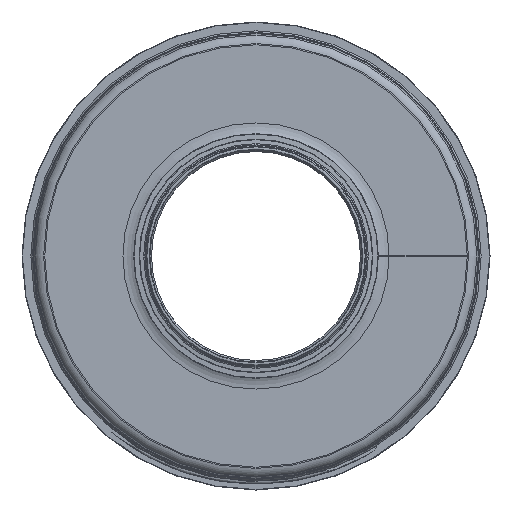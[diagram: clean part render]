
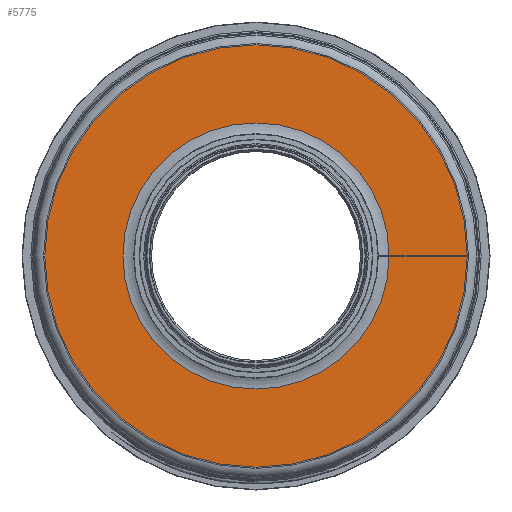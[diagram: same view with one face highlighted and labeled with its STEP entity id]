
A CAD part, front view. The second image highlights one B-rep face of the part: STEP entity #5775.
In plain terms, the highlighted face is planar.
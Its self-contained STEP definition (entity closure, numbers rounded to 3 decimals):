
#5741=CARTESIAN_POINT('',(94.475,60.,0.0));
#5742=VERTEX_POINT('',#5741);
#5743=CARTESIAN_POINT('',(0.0,60.,0.0));
#5744=DIRECTION('',(0.0,-1.0,0.0));
#5745=DIRECTION('',(1.0,0.0,0.0));
#5746=AXIS2_PLACEMENT_3D('',#5743,#5744,#5745);
#5747=CIRCLE('',#5746,94.475);
#5748=EDGE_CURVE('',#5742,#5742,#5747,.T.);
#5756=CARTESIAN_POINT('',(77.0,60.,0.0));
#5757=DIRECTION('',(0.0,-1.0,0.0));
#5758=DIRECTION('',(0.0,0.0,-1.0));
#5759=AXIS2_PLACEMENT_3D('',#5756,#5757,#5758);
#5760=PLANE('',#5759);
#5761=ORIENTED_EDGE('',*,*,#5748,.F.);
#5762=EDGE_LOOP('',(#5761));
#5763=FACE_OUTER_BOUND('',#5762,.T.);
#5764=CARTESIAN_POINT('',(59.525,60.,0.0));
#5765=VERTEX_POINT('',#5764);
#5766=CARTESIAN_POINT('',(0.0,60.,0.0));
#5767=DIRECTION('',(0.0,-1.0,0.0));
#5768=DIRECTION('',(1.0,0.0,0.0));
#5769=AXIS2_PLACEMENT_3D('',#5766,#5767,#5768);
#5770=CIRCLE('',#5769,59.525);
#5771=EDGE_CURVE('',#5765,#5765,#5770,.T.);
#5772=ORIENTED_EDGE('',*,*,#5771,.T.);
#5773=EDGE_LOOP('',(#5772));
#5774=FACE_BOUND('',#5773,.T.);
#5775=ADVANCED_FACE('',(#5763,#5774),#5760,.F.);
